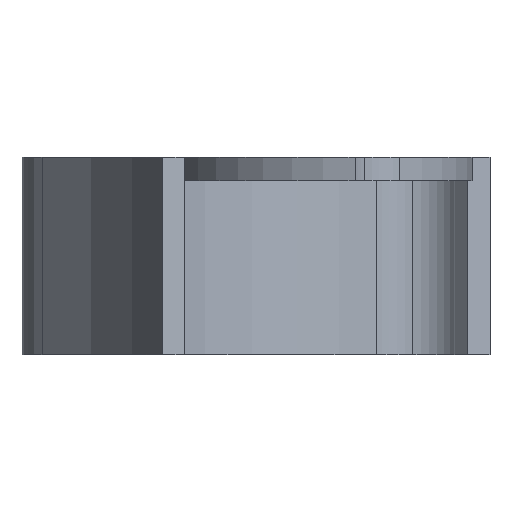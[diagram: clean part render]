
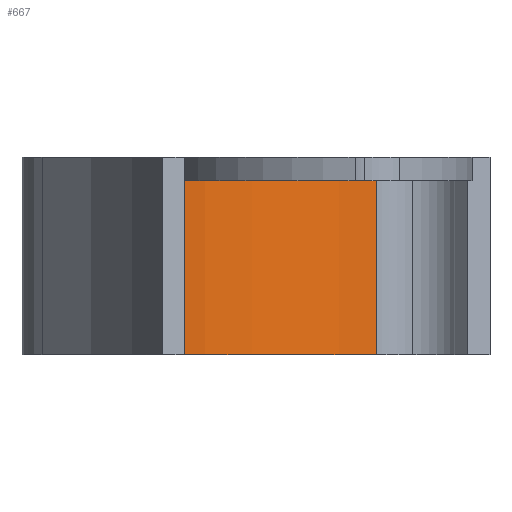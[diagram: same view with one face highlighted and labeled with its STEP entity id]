
A CAD part, left-side view. The second image highlights one B-rep face of the part: STEP entity #667.
In plain terms, the highlighted cylindrical face has radius 25 mm (diameter 50 mm), a partial arc.
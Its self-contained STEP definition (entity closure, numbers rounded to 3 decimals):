
#24 = DIRECTION ( 'NONE',  ( 1., 0., 0. ) ) ;
#57 = EDGE_CURVE ( 'NONE', #321, #801, #1287, .T. ) ;
#133 = DIRECTION ( 'NONE',  ( 0., 0., 1. ) ) ;
#205 = CARTESIAN_POINT ( 'NONE',  ( 152.094, 78.369, -70.949 ) ) ;
#211 = CARTESIAN_POINT ( 'NONE',  ( 169.881, 95.937, -70.949 ) ) ;
#244 = DIRECTION ( 'NONE',  ( 0., 0., -1. ) ) ;
#261 = AXIS2_PLACEMENT_3D ( 'NONE', #211, #520, #924 ) ;
#291 = EDGE_CURVE ( 'NONE', #321, #419, #1257, .T. ) ;
#321 = VERTEX_POINT ( 'NONE', #885 ) ;
#396 = AXIS2_PLACEMENT_3D ( 'NONE', #429, #244, #24 ) ;
#397 = ORIENTED_EDGE ( 'NONE', *, *, #968, .T. ) ;
#419 = VERTEX_POINT ( 'NONE', #767 ) ;
#429 = CARTESIAN_POINT ( 'NONE',  ( 169.881, 95.937, 0. ) ) ;
#436 = CARTESIAN_POINT ( 'NONE',  ( 152.094, 78.369, -15. ) ) ;
#472 = FACE_OUTER_BOUND ( 'NONE', #905, .T. ) ;
#474 = ORIENTED_EDGE ( 'NONE', *, *, #291, .F. ) ;
#499 = VECTOR ( 'NONE', #893, 1000. ) ;
#520 = DIRECTION ( 'NONE',  ( 0., 0., 1. ) ) ;
#525 = CARTESIAN_POINT ( 'NONE',  ( 145.487, 101.41, -70.949 ) ) ;
#577 = ORIENTED_EDGE ( 'NONE', *, *, #1118, .T. ) ;
#608 = LINE ( 'NONE', #205, #499 ) ;
#667 = ADVANCED_FACE ( 'NONE', ( #472 ), #1208, .T. ) ;
#699 = CARTESIAN_POINT ( 'NONE',  ( 152.094, 78.369, 0. ) ) ;
#767 = CARTESIAN_POINT ( 'NONE',  ( 145.487, 101.41, 0. ) ) ;
#801 = VERTEX_POINT ( 'NONE', #436 ) ;
#838 = CIRCLE ( 'NONE', #396, 25. ) ;
#871 = AXIS2_PLACEMENT_3D ( 'NONE', #1248, #133, #1143 ) ;
#885 = CARTESIAN_POINT ( 'NONE',  ( 145.487, 101.41, -15. ) ) ;
#893 = DIRECTION ( 'NONE',  ( 0., 0., 1. ) ) ;
#905 = EDGE_LOOP ( 'NONE', ( #577, #474, #998, #397 ) ) ;
#924 = DIRECTION ( 'NONE',  ( 1., 0., 0. ) ) ;
#929 = DIRECTION ( 'NONE',  ( 0., 0., 1. ) ) ;
#968 = EDGE_CURVE ( 'NONE', #801, #1003, #608, .T. ) ;
#998 = ORIENTED_EDGE ( 'NONE', *, *, #57, .T. ) ;
#1003 = VERTEX_POINT ( 'NONE', #699 ) ;
#1118 = EDGE_CURVE ( 'NONE', #1003, #419, #838, .T. ) ;
#1143 = DIRECTION ( 'NONE',  ( -1., 0., 0. ) ) ;
#1208 = CYLINDRICAL_SURFACE ( 'NONE', #261, 25. ) ;
#1241 = VECTOR ( 'NONE', #929, 1000. ) ;
#1248 = CARTESIAN_POINT ( 'NONE',  ( 169.881, 95.937, -15. ) ) ;
#1257 = LINE ( 'NONE', #525, #1241 ) ;
#1287 = CIRCLE ( 'NONE', #871, 25. ) ;
